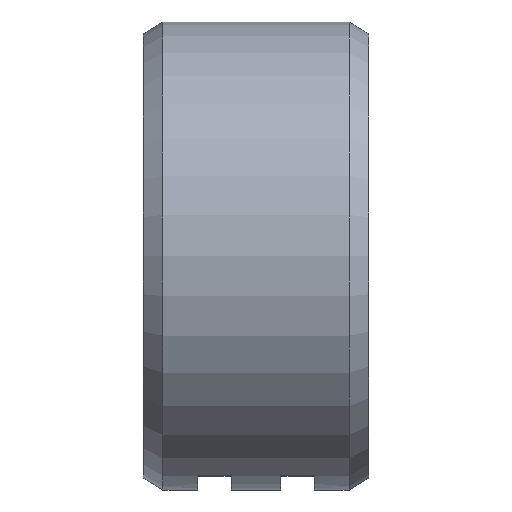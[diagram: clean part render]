
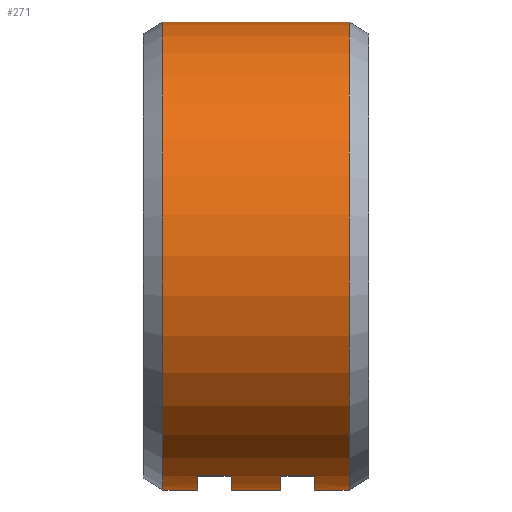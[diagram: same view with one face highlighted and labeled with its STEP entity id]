
A CAD part, top view. The second image highlights one B-rep face of the part: STEP entity #271.
In plain terms, the highlighted cylindrical face has radius 512.5 mm (diameter 1025 mm), a partial arc.
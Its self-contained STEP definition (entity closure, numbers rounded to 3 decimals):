
#221 = VERTEX_POINT( '', #628 );
#241 = VERTEX_POINT( '', #648 );
#255 = EDGE_CURVE( '', #333, #335, #663, .T. );
#261 = EDGE_CURVE( '', #269, #599, #670, .T. );
#269 = VERTEX_POINT( '', #679 );
#271 = ADVANCED_FACE( '', ( #681 ), #682, .T. );
#285 = EDGE_CURVE( '', #335, #241, #697, .T. );
#317 = EDGE_CURVE( '', #483, #353, #732, .T. );
#333 = VERTEX_POINT( '', #749 );
#335 = VERTEX_POINT( '', #751 );
#347 = EDGE_CURVE( '', #519, #221, #763, .T. );
#353 = VERTEX_POINT( '', #769 );
#357 = EDGE_CURVE( '', #241, #597, #774, .T. );
#365 = VERTEX_POINT( '', #784 );
#379 = EDGE_CURVE( '', #365, #519, #800, .T. );
#407 = EDGE_CURVE( '', #479, #333, #832, .T. );
#419 = EDGE_CURVE( '', #599, #479, #845, .T. );
#477 = EDGE_CURVE( '', #483, #597, #909, .T. );
#479 = VERTEX_POINT( '', #911 );
#483 = VERTEX_POINT( '', #915 );
#519 = VERTEX_POINT( '', #955 );
#531 = EDGE_CURVE( '', #221, #269, #968, .T. );
#561 = EDGE_CURVE( '', #353, #365, #1003, .T. );
#597 = VERTEX_POINT( '', #1043 );
#599 = VERTEX_POINT( '', #1045 );
#628 = CARTESIAN_POINT( '', ( -54.643, -512.5, 0. ) );
#648 = CARTESIAN_POINT( '', ( 204., 512.5, 0. ) );
#663 = LINE( '', #1110, #1111 );
#670 = CIRCLE( '', #1119, 512.5 );
#679 = CARTESIAN_POINT( '', ( 54.643, -512.5, 0. ) );
#681 = FACE_OUTER_BOUND( '', #1132, .T. );
#682 = CYLINDRICAL_SURFACE( '', #1133, 512.5 );
#697 = CIRCLE( '', #1157, 512.5 );
#732 = LINE( '', #1203, #1204 );
#749 = CARTESIAN_POINT( '', ( 127.5, -512.5, 0. ) );
#751 = CARTESIAN_POINT( '', ( 204., -512.5, 0. ) );
#763 = CIRCLE( '', #1249, 512.5 );
#769 = CARTESIAN_POINT( '', ( -127.5, -512.5, 0. ) );
#774 = LINE( '', #1261, #1262 );
#784 = CARTESIAN_POINT( '', ( -127.5, -481.75, 174.852 ) );
#800 = LINE( '', #1294, #1295 );
#832 = CIRCLE( '', #1336, 512.5 );
#845 = LINE( '', #1350, #1351 );
#909 = CIRCLE( '', #1445, 512.5 );
#911 = CARTESIAN_POINT( '', ( 127.5, -481.75, 174.852 ) );
#915 = CARTESIAN_POINT( '', ( -204., -512.5, 0. ) );
#955 = CARTESIAN_POINT( '', ( -54.643, -481.75, 174.852 ) );
#968 = LINE( '', #1523, #1524 );
#1003 = CIRCLE( '', #1569, 512.5 );
#1043 = CARTESIAN_POINT( '', ( -204., 512.5, 0. ) );
#1045 = CARTESIAN_POINT( '', ( 54.643, -481.75, 174.852 ) );
#1110 = CARTESIAN_POINT( '', ( 0., -512.5, 0. ) );
#1111 = VECTOR( '', #1668, 1. );
#1119 = AXIS2_PLACEMENT_3D( '', #1677, #1678, #1679 );
#1132 = EDGE_LOOP( '', ( #1690, #1691, #1692, #1693, #1694, #1695, #1696, #1697, #1698, #1699, #1700, #1701 ) );
#1133 = AXIS2_PLACEMENT_3D( '', #1702, #1703, #1704 );
#1157 = AXIS2_PLACEMENT_3D( '', #1717, #1718, #1719 );
#1203 = CARTESIAN_POINT( '', ( 0., -512.5, 0. ) );
#1204 = VECTOR( '', #1765, 1. );
#1249 = AXIS2_PLACEMENT_3D( '', #1788, #1789, #1790 );
#1261 = CARTESIAN_POINT( '', ( 0., 512.5, 0. ) );
#1262 = VECTOR( '', #1799, 1. );
#1294 = CARTESIAN_POINT( '', ( -91.071, -481.75, 174.852 ) );
#1295 = VECTOR( '', #1845, 1. );
#1336 = AXIS2_PLACEMENT_3D( '', #1892, #1893, #1894 );
#1350 = CARTESIAN_POINT( '', ( 91.071, -481.75, 174.852 ) );
#1351 = VECTOR( '', #1907, 1. );
#1445 = AXIS2_PLACEMENT_3D( '', #1991, #1992, #1993 );
#1523 = CARTESIAN_POINT( '', ( 0., -512.5, 0. ) );
#1524 = VECTOR( '', #2054, 1. );
#1569 = AXIS2_PLACEMENT_3D( '', #2111, #2112, #2113 );
#1668 = DIRECTION( '', ( 1., 0., 0. ) );
#1677 = CARTESIAN_POINT( '', ( 54.643, 0., 0. ) );
#1678 = DIRECTION( '', ( -1., 0., 0. ) );
#1679 = DIRECTION( '', ( 0., 1., 0. ) );
#1690 = ORIENTED_EDGE( '', *, *, #357, .T. );
#1691 = ORIENTED_EDGE( '', *, *, #477, .F. );
#1692 = ORIENTED_EDGE( '', *, *, #317, .T. );
#1693 = ORIENTED_EDGE( '', *, *, #561, .T. );
#1694 = ORIENTED_EDGE( '', *, *, #379, .T. );
#1695 = ORIENTED_EDGE( '', *, *, #347, .T. );
#1696 = ORIENTED_EDGE( '', *, *, #531, .T. );
#1697 = ORIENTED_EDGE( '', *, *, #261, .T. );
#1698 = ORIENTED_EDGE( '', *, *, #419, .T. );
#1699 = ORIENTED_EDGE( '', *, *, #407, .T. );
#1700 = ORIENTED_EDGE( '', *, *, #255, .T. );
#1701 = ORIENTED_EDGE( '', *, *, #285, .T. );
#1702 = CARTESIAN_POINT( '', ( 0., 0., 0. ) );
#1703 = DIRECTION( '', ( 1., 0., 0. ) );
#1704 = DIRECTION( '', ( 0., 1., 0. ) );
#1717 = CARTESIAN_POINT( '', ( 204., 0., 0. ) );
#1718 = DIRECTION( '', ( -1., 0., 0. ) );
#1719 = DIRECTION( '', ( 0., 1., 0. ) );
#1765 = DIRECTION( '', ( 1., 0., 0. ) );
#1788 = CARTESIAN_POINT( '', ( -54.643, 0., 0. ) );
#1789 = DIRECTION( '', ( 1., 0., 0. ) );
#1790 = DIRECTION( '', ( 0., 1., 0. ) );
#1799 = DIRECTION( '', ( -1., 0., 0. ) );
#1845 = DIRECTION( '', ( 1., 0., 0. ) );
#1892 = CARTESIAN_POINT( '', ( 127.5, 0., 0. ) );
#1893 = DIRECTION( '', ( 1., 0., 0. ) );
#1894 = DIRECTION( '', ( 0., 1., 0. ) );
#1907 = DIRECTION( '', ( 1., 0., 0. ) );
#1991 = CARTESIAN_POINT( '', ( -204., 0., 0. ) );
#1992 = DIRECTION( '', ( -1., 0., 0. ) );
#1993 = DIRECTION( '', ( 0., 1., 0. ) );
#2054 = DIRECTION( '', ( 1., 0., 0. ) );
#2111 = CARTESIAN_POINT( '', ( -127.5, 0., 0. ) );
#2112 = DIRECTION( '', ( -1., 0., 0. ) );
#2113 = DIRECTION( '', ( 0., 1., 0. ) );
